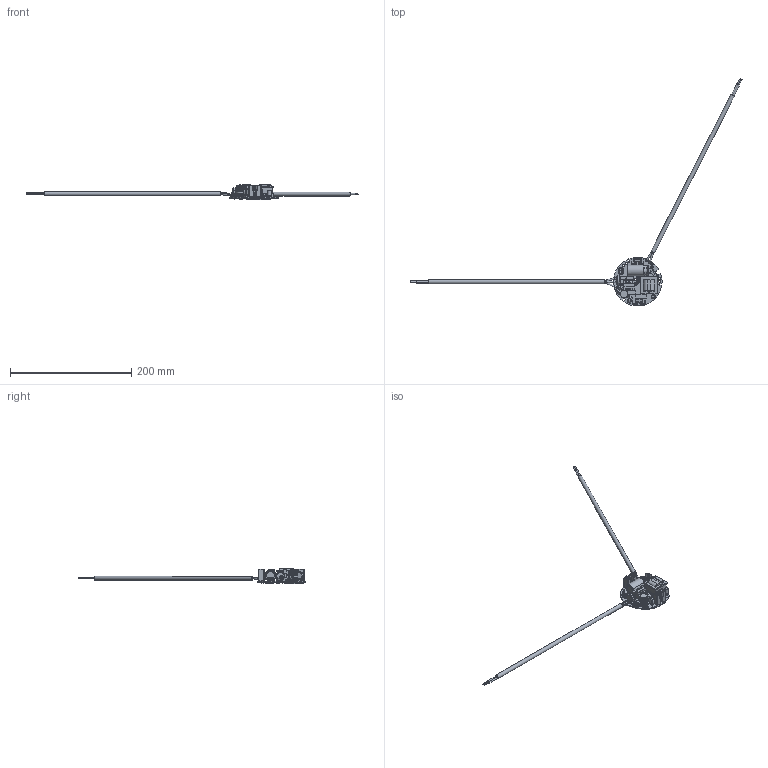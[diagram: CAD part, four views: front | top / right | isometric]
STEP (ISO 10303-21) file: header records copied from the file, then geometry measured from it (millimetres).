
FILE_DESCRIPTION(('STEP AP214'), '1');
FILE_NAME('ÈÏÑ 40 Âò ÒÄ 0701', '', ('UNSPECIFIED'), ('UNSPECIFIED'), 'ASCON STEP Converter 1.6', 'ASCON Math Kernel', '');
FILE_SCHEMA(('AUTOMOTIVE_DESIGN { 1 0 10303 214 3 1 1}'));
Length unit declared in the file: millimetre
Bounding box: 546.85 x 374.35 x 25.19 mm (x, y, z)
Volume: 11215.2 mm3; surface area: 47031.1 mm2
Topology: 26 solids, 33 shells, 3550 faces, 9198 edges, 5663 vertices
Faces by surface type: plane 2446, cylinder 751, sphere 180, bspline 103, torus 54, revolution 16
Full cylindrical faces by diameter (mm): 0.5 x12, 0.6 x29, 0.64 x6, 0.7 x6, 0.8 x13, 1.2 x15, 1.6 x1, 1.67 x10, 1.8 x12, 2.4 x17, 3.5 x20, 3.8 x2, 3.89 x3, 4.8 x2, 6.3 x2, 6.5 x1, 6.8 x1, 8.5 x2, 12 x1, 12.5 x1, 13 x2, 15 x1, 18 x1
Entity records: 142931 total; most frequent: CARTESIAN_POINT 29407, ORIENTED_EDGE 17564, DIRECTION 16954, EDGE_CURVE 8800, LINE 6938, VECTOR 6938, VERTEX_POINT 5663, AXIS2_PLACEMENT_3D 5000
